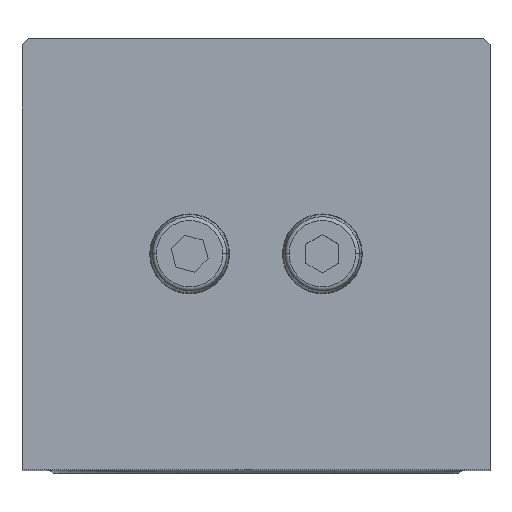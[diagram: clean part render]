
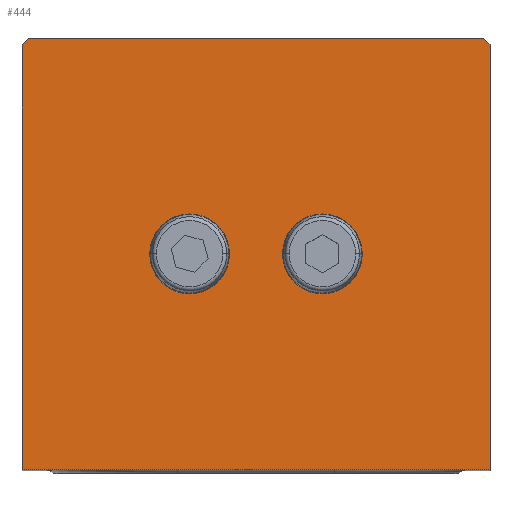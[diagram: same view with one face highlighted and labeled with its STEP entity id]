
A CAD part, top view. The second image highlights one B-rep face of the part: STEP entity #444.
In plain terms, the highlighted face is planar.
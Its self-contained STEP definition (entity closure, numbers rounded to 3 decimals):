
#208=CARTESIAN_POINT('',(40.,-32.5,17.625));
#209=VERTEX_POINT('',#208);
#240=CARTESIAN_POINT('',(40.,-32.5,-17.625));
#241=VERTEX_POINT('',#240);
#248=CARTESIAN_POINT('',(40.,-32.5,17.625));
#249=DIRECTION('',(0.,0.,-1.));
#250=VECTOR('',#249,35.25);
#251=LINE('',#248,#250);
#252=EDGE_CURVE('',#209,#241,#251,.T.);
#358=CARTESIAN_POINT('',(40.,-32.5,17.625));
#359=DIRECTION('',(-1.,0.,0.));
#360=DIRECTION('',(0.,0.,1.));
#361=AXIS2_PLACEMENT_3D('',#358,#359,#360);
#362=PLANE('',#361);
#363=CARTESIAN_POINT('',(40.,-16.25,2.));
#364=VERTEX_POINT('',#363);
#365=CARTESIAN_POINT('',(40.,-16.25,8.));
#366=VERTEX_POINT('',#365);
#367=CARTESIAN_POINT('',(40.,-16.25,5.));
#368=DIRECTION('',(1.,0.,-0.));
#369=DIRECTION('',(0.,0.,1.));
#370=AXIS2_PLACEMENT_3D('',#367,#368,#369);
#371=CIRCLE('',#370,3.);
#372=EDGE_CURVE('',#364,#366,#371,.T.);
#373=ORIENTED_EDGE('',*,*,#372,.F.);
#374=CARTESIAN_POINT('',(40.,-16.25,5.));
#375=DIRECTION('',(1.,0.,-0.));
#376=DIRECTION('',(0.,0.,1.));
#377=AXIS2_PLACEMENT_3D('',#374,#375,#376);
#378=CIRCLE('',#377,3.);
#379=EDGE_CURVE('',#366,#364,#378,.T.);
#380=ORIENTED_EDGE('',*,*,#379,.F.);
#381=EDGE_LOOP('',(#373,#380));
#382=FACE_BOUND('',#381,.T.);
#383=CARTESIAN_POINT('',(40.,-16.25,-8.));
#384=VERTEX_POINT('',#383);
#385=CARTESIAN_POINT('',(40.,-16.25,-2.));
#386=VERTEX_POINT('',#385);
#387=CARTESIAN_POINT('',(40.,-16.25,-5.));
#388=DIRECTION('',(1.,0.,-0.));
#389=DIRECTION('',(0.,0.,1.));
#390=AXIS2_PLACEMENT_3D('',#387,#388,#389);
#391=CIRCLE('',#390,3.);
#392=EDGE_CURVE('',#384,#386,#391,.T.);
#393=ORIENTED_EDGE('',*,*,#392,.F.);
#394=CARTESIAN_POINT('',(40.,-16.25,-5.));
#395=DIRECTION('',(1.,0.,-0.));
#396=DIRECTION('',(0.,0.,1.));
#397=AXIS2_PLACEMENT_3D('',#394,#395,#396);
#398=CIRCLE('',#397,3.);
#399=EDGE_CURVE('',#386,#384,#398,.T.);
#400=ORIENTED_EDGE('',*,*,#399,.F.);
#401=EDGE_LOOP('',(#393,#400));
#402=FACE_BOUND('',#401,.T.);
#403=CARTESIAN_POINT('',(40.,-0.5,-17.625));
#404=VERTEX_POINT('',#403);
#405=CARTESIAN_POINT('',(40.,-32.5,-17.625));
#406=DIRECTION('',(0.,1.,0.));
#407=VECTOR('',#406,32.);
#408=LINE('',#405,#407);
#409=EDGE_CURVE('',#241,#404,#408,.T.);
#410=ORIENTED_EDGE('',*,*,#409,.T.);
#411=CARTESIAN_POINT('',(40.,0.,-17.125));
#412=VERTEX_POINT('',#411);
#413=CARTESIAN_POINT('',(40.,-0.5,-17.625));
#414=DIRECTION('',(0.,0.707,0.707));
#415=VECTOR('',#414,0.707);
#416=LINE('',#413,#415);
#417=EDGE_CURVE('',#404,#412,#416,.T.);
#418=ORIENTED_EDGE('',*,*,#417,.T.);
#419=CARTESIAN_POINT('',(40.,-0.,17.125));
#420=VERTEX_POINT('',#419);
#421=CARTESIAN_POINT('',(40.,0.,17.125));
#422=DIRECTION('',(0.,0.,-1.));
#423=VECTOR('',#422,34.25);
#424=LINE('',#421,#423);
#425=EDGE_CURVE('',#420,#412,#424,.T.);
#426=ORIENTED_EDGE('',*,*,#425,.F.);
#427=CARTESIAN_POINT('',(40.,-0.5,17.625));
#428=VERTEX_POINT('',#427);
#429=CARTESIAN_POINT('',(40.,0.,17.125));
#430=DIRECTION('',(0.,-0.707,0.707));
#431=VECTOR('',#430,0.707);
#432=LINE('',#429,#431);
#433=EDGE_CURVE('',#420,#428,#432,.T.);
#434=ORIENTED_EDGE('',*,*,#433,.T.);
#435=CARTESIAN_POINT('',(40.,-32.5,17.625));
#436=DIRECTION('',(0.,1.,0.));
#437=VECTOR('',#436,32.);
#438=LINE('',#435,#437);
#439=EDGE_CURVE('',#209,#428,#438,.T.);
#440=ORIENTED_EDGE('',*,*,#439,.F.);
#441=ORIENTED_EDGE('',*,*,#252,.T.);
#442=EDGE_LOOP('',(#410,#418,#426,#434,#440,#441));
#443=FACE_BOUND('',#442,.T.);
#444=ADVANCED_FACE('',(#382,#402,#443),#362,.F.);
